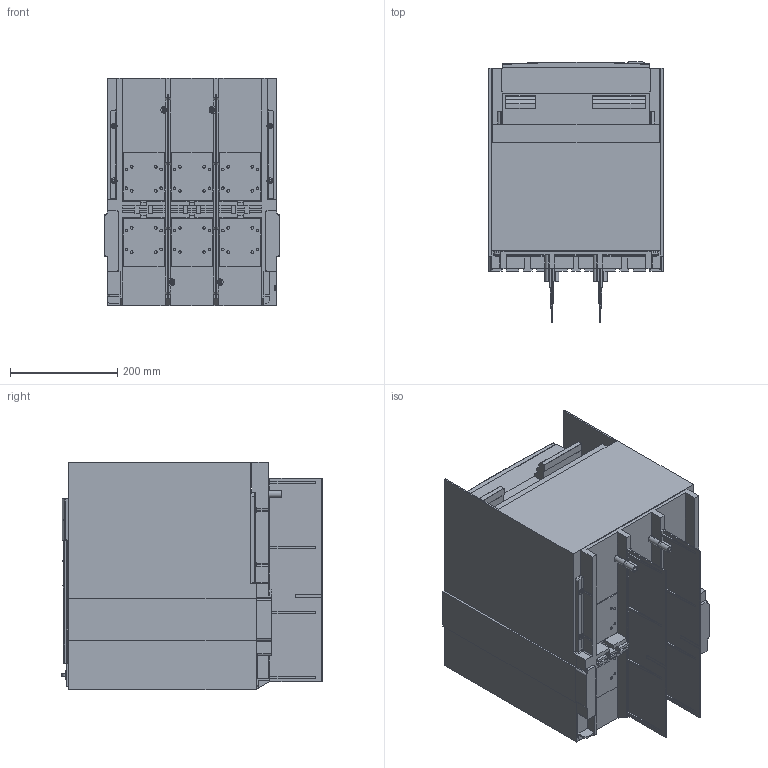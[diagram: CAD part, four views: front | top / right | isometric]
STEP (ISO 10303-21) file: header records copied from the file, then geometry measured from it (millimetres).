
FILE_DESCRIPTION(('CATIA V5 STEP Exchange'),'2;1');
FILE_NAME('1SDH001336R0402_E2.2-E W III PROTECTIONS AND PHASE BARRIERS.stp','2022-09-12T09:51:55+00:00',('none'),('none'),'CATIA Version 5-6 Release 2014 SP7','CATIA V5 STEP AP203','none');
FILE_SCHEMA(('CONFIG_CONTROL_DESIGN'));
Products named in the file (1): 1SDH001336R0402_E2.2-E W III PROTECTIONS AND PHASE BARRIERS
Bounding box: 325 x 485.39 x 425 mm (x, y, z)
Volume: 35272098.5 mm3; surface area: 2482137.9 mm2
Topology: 23 solids, 62 shells, 2160 faces, 5607 edges, 3574 vertices
Faces by surface type: plane 1188, cylinder 693, torus 74, sphere 68, cone 64, bspline 50, extrusion 20, revolution 3
Entity records: 67846 total; most frequent: CARTESIAN_POINT 18450, ORIENTED_EDGE 10998, DIRECTION 8363, EDGE_CURVE 5499, VECTOR 3710, LINE 3690, VERTEX_POINT 3574, AXIS2_PLACEMENT_3D 2988
